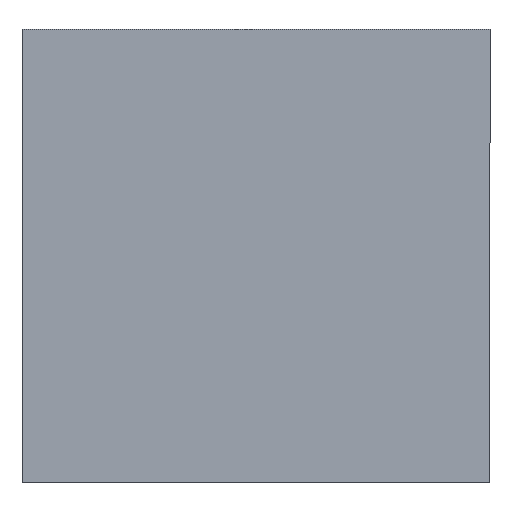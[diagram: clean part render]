
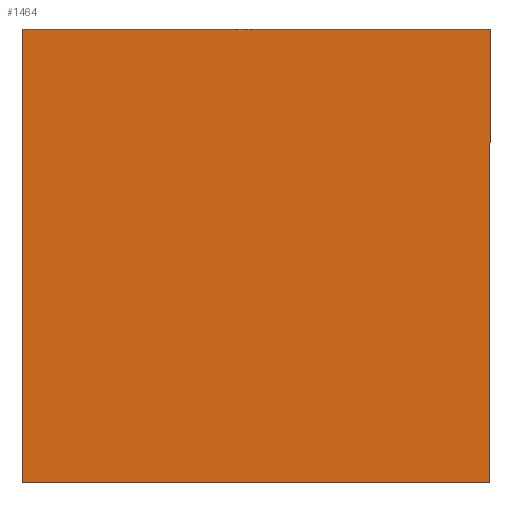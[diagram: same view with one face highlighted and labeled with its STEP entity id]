
A CAD part, top view. The second image highlights one B-rep face of the part: STEP entity #1464.
In plain terms, the highlighted planar face has unit normal (0, 0, 1).
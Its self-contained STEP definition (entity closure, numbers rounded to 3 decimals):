
#45 = VECTOR ( 'NONE', #6141, 1000. ) ;
#71 = LINE ( 'NONE', #5075, #1876 ) ;
#356 = LINE ( 'NONE', #6617, #7256 ) ;
#1393 = CARTESIAN_POINT ( 'NONE',  ( -8.13, 0., 13.1 ) ) ;
#1464 = ADVANCED_FACE ( 'NONE', ( #3540 ), #6422, .T. ) ;
#1640 = VERTEX_POINT ( 'NONE', #1393 ) ;
#1714 = VERTEX_POINT ( 'NONE', #6526 ) ;
#1876 = VECTOR ( 'NONE', #2246, 1000. ) ;
#2139 = EDGE_CURVE ( 'NONE', #1640, #5416, #356, .T. ) ;
#2246 = DIRECTION ( 'NONE',  ( 0., -1., 0. ) ) ;
#2281 = ORIENTED_EDGE ( 'NONE', *, *, #3212, .T. ) ;
#2286 = ORIENTED_EDGE ( 'NONE', *, *, #6836, .T. ) ;
#3077 = DIRECTION ( 'NONE',  ( 0., 0., 1. ) ) ;
#3212 = EDGE_CURVE ( 'NONE', #5416, #5479, #7257, .T. ) ;
#3540 = FACE_OUTER_BOUND ( 'NONE', #5417, .T. ) ;
#3809 = CARTESIAN_POINT ( 'NONE',  ( 8.13, 15.75, 13.1 ) ) ;
#4302 = EDGE_CURVE ( 'NONE', #5479, #1714, #4956, .T. ) ;
#4445 = CARTESIAN_POINT ( 'NONE',  ( 8.13, 15.75, 13.1 ) ) ;
#4829 = DIRECTION ( 'NONE',  ( 1., 0., 0. ) ) ;
#4956 = LINE ( 'NONE', #7285, #45 ) ;
#5075 = CARTESIAN_POINT ( 'NONE',  ( -8.13, 15.75, 13.1 ) ) ;
#5076 = ORIENTED_EDGE ( 'NONE', *, *, #2139, .T. ) ;
#5359 = DIRECTION ( 'NONE',  ( 1., 0., 0. ) ) ;
#5416 = VERTEX_POINT ( 'NONE', #6644 ) ;
#5417 = EDGE_LOOP ( 'NONE', ( #2281, #7325, #2286, #5076 ) ) ;
#5479 = VERTEX_POINT ( 'NONE', #3809 ) ;
#5571 = VECTOR ( 'NONE', #7329, 1000. ) ;
#5943 = CARTESIAN_POINT ( 'NONE',  ( 0., 0., 13.1 ) ) ;
#6141 = DIRECTION ( 'NONE',  ( -1., 0., 0. ) ) ;
#6422 = PLANE ( 'NONE',  #7107 ) ;
#6526 = CARTESIAN_POINT ( 'NONE',  ( -8.13, 15.75, 13.1 ) ) ;
#6617 = CARTESIAN_POINT ( 'NONE',  ( -8.13, 0., 13.1 ) ) ;
#6644 = CARTESIAN_POINT ( 'NONE',  ( 8.13, 0., 13.1 ) ) ;
#6836 = EDGE_CURVE ( 'NONE', #1714, #1640, #71, .T. ) ;
#7107 = AXIS2_PLACEMENT_3D ( 'NONE', #5943, #3077, #5359 ) ;
#7256 = VECTOR ( 'NONE', #4829, 1000. ) ;
#7257 = LINE ( 'NONE', #4445, #5571 ) ;
#7285 = CARTESIAN_POINT ( 'NONE',  ( -8.13, 15.75, 13.1 ) ) ;
#7325 = ORIENTED_EDGE ( 'NONE', *, *, #4302, .T. ) ;
#7329 = DIRECTION ( 'NONE',  ( 0., 1., 0. ) ) ;
